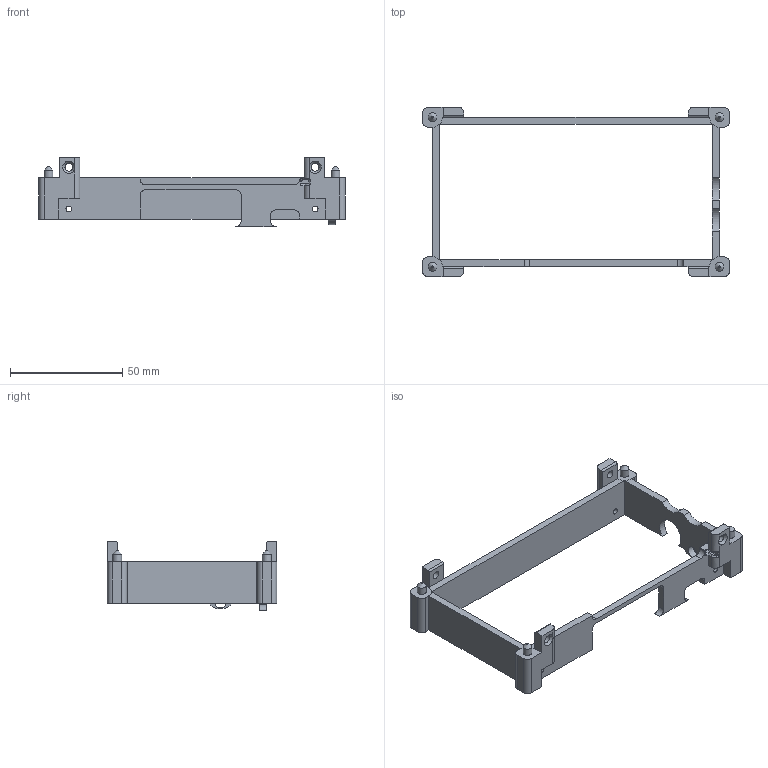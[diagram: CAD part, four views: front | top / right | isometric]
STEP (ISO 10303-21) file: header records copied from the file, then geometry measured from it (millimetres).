
FILE_DESCRIPTION(/* description */ ('Alibre Inc.'),/* implementation_level */ '2;1');
FILE_NAME(/* name */ 'export-5CCEAED9-F1C4-437A-85E6-A99DA076A0EB',/* time_stamp */ '2019-07-09T16:00:15-07:00',/* author */ (''),/* organization */ (''),/* preprocessor_version */ 'ST-DEVELOPER v17',/* originating_system */ 'Alibre',/* authorisation */ '');
FILE_SCHEMA (('AUTOMOTIVE_DESIGN'));
Length unit declared in the file: centimetre
Bounding box: 136.62 x 75.44 x 30.84 mm (x, y, z)
Volume: 25296 mm3; surface area: 18522.7 mm2
Topology: 1 solids, 1 shells, 161 faces, 448 edges, 289 vertices
Faces by surface type: plane 87, cylinder 54, cone 18, bspline 2
Full cylindrical faces by diameter (mm): 2.54 x4, 3.429 x4, 3.937 x4, 5.08 x4, 5.588 x1
Entity records: 4829 total; most frequent: CARTESIAN_POINT 977, ORIENTED_EDGE 816, DIRECTION 710, EDGE_CURVE 408, VERTEX_POINT 274, AXIS2_PLACEMENT_3D 270, VECTOR 247, LINE 247
